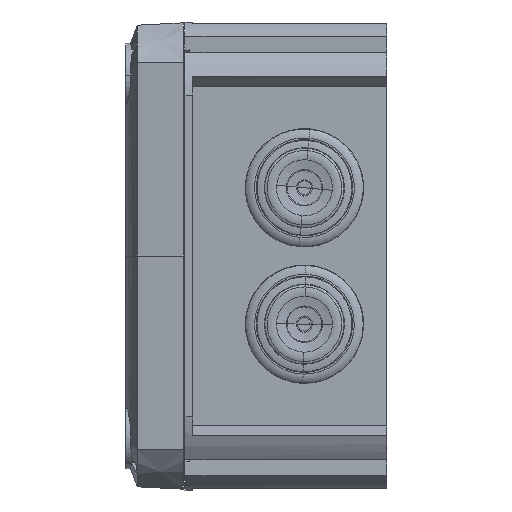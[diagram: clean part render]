
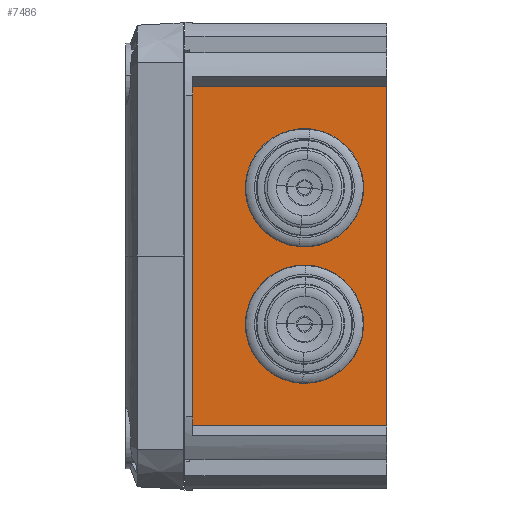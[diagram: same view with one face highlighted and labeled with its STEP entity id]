
A CAD part, left-side view. The second image highlights one B-rep face of the part: STEP entity #7486.
In plain terms, the highlighted planar face has unit normal (-1, 0, 0).
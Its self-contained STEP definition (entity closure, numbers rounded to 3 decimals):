
#330 = LINE ( 'NONE', #14141, #13199 ) ;
#509 = CARTESIAN_POINT ( 'NONE',  ( -69.892, 48.35, 42.347 ) ) ;
#719 = VERTEX_POINT ( 'NONE', #760 ) ;
#760 = CARTESIAN_POINT ( 'NONE',  ( -69.892, 48.35, -42.347 ) ) ;
#3145 = ORIENTED_EDGE ( 'NONE', *, *, #4069, .F. ) ;
#3278 = VERTEX_POINT ( 'NONE', #5438 ) ;
#4069 = EDGE_CURVE ( 'NONE', #719, #3278, #4959, .T. ) ;
#4108 = LINE ( 'NONE', #19702, #12852 ) ;
#4320 = CARTESIAN_POINT ( 'NONE',  ( -69.892, 0., 42.347 ) ) ;
#4959 = LINE ( 'NONE', #21631, #9574 ) ;
#5120 = ORIENTED_EDGE ( 'NONE', *, *, #11678, .T. ) ;
#5438 = CARTESIAN_POINT ( 'NONE',  ( -69.892, 48.35, 42.347 ) ) ;
#5892 = DIRECTION ( 'NONE',  ( 0., 0., 1. ) ) ;
#5958 = CARTESIAN_POINT ( 'NONE',  ( -69.892, 0., -42.347 ) ) ;
#6651 = VECTOR ( 'NONE', #13322, 1000. ) ;
#7199 = DIRECTION ( 'NONE',  ( 0., 0., 1. ) ) ;
#7486 = ADVANCED_FACE ( 'NONE', ( #21249 ), #15937, .F. ) ;
#9275 = AXIS2_PLACEMENT_3D ( 'NONE', #509, #22582, #14000 ) ;
#9574 = VECTOR ( 'NONE', #7199, 1000. ) ;
#9721 = EDGE_CURVE ( 'NONE', #3278, #13098, #15997, .T. ) ;
#10591 = DIRECTION ( 'NONE',  ( 0., -1., 0. ) ) ;
#11678 = EDGE_CURVE ( 'NONE', #17866, #13098, #4108, .T. ) ;
#12620 = ORIENTED_EDGE ( 'NONE', *, *, #9721, .F. ) ;
#12852 = VECTOR ( 'NONE', #5892, 1000. ) ;
#13098 = VERTEX_POINT ( 'NONE', #4320 ) ;
#13199 = VECTOR ( 'NONE', #10591, 1000. ) ;
#13322 = DIRECTION ( 'NONE',  ( 0., -1., 0. ) ) ;
#14000 = DIRECTION ( 'NONE',  ( 0., 0., -1. ) ) ;
#14141 = CARTESIAN_POINT ( 'NONE',  ( -69.892, 48.35, -42.347 ) ) ;
#15937 = PLANE ( 'NONE',  #9275 ) ;
#15997 = LINE ( 'NONE', #16871, #6651 ) ;
#16446 = EDGE_LOOP ( 'NONE', ( #5120, #12620, #3145, #18045 ) ) ;
#16871 = CARTESIAN_POINT ( 'NONE',  ( -69.892, 48.35, 42.347 ) ) ;
#17866 = VERTEX_POINT ( 'NONE', #5958 ) ;
#18045 = ORIENTED_EDGE ( 'NONE', *, *, #21803, .T. ) ;
#19702 = CARTESIAN_POINT ( 'NONE',  ( -69.892, 0., 42.347 ) ) ;
#21249 = FACE_OUTER_BOUND ( 'NONE', #16446, .T. ) ;
#21631 = CARTESIAN_POINT ( 'NONE',  ( -69.892, 48.35, 42.347 ) ) ;
#21803 = EDGE_CURVE ( 'NONE', #719, #17866, #330, .T. ) ;
#22582 = DIRECTION ( 'NONE',  ( 1., 0., 0. ) ) ;
